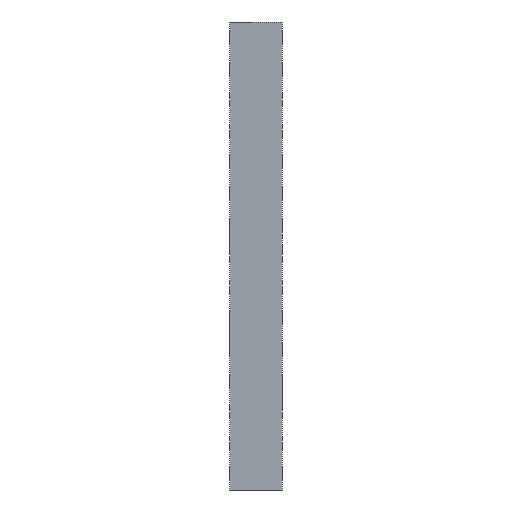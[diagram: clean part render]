
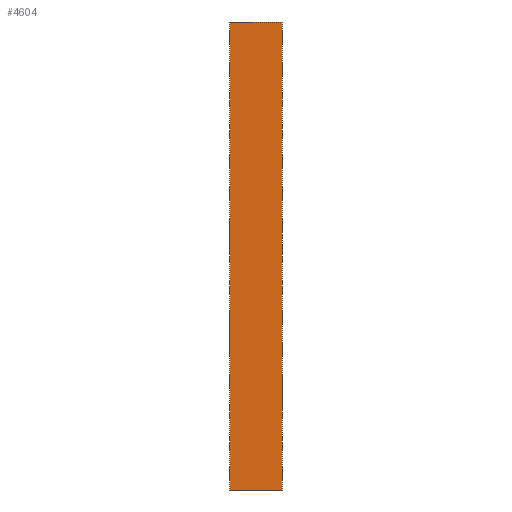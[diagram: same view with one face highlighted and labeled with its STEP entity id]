
A CAD part, left-side view. The second image highlights one B-rep face of the part: STEP entity #4604.
In plain terms, the highlighted planar face has unit normal (-1, 0, 0).
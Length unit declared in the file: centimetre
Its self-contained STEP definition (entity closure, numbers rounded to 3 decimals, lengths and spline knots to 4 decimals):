
#18=LINE('',#7798,#30);
#19=LINE('',#7800,#31);
#20=LINE('',#7802,#32);
#21=LINE('',#7803,#33);
#30=VECTOR('',#6647,1.);
#31=VECTOR('',#6648,1.);
#32=VECTOR('',#6649,1.);
#33=VECTOR('',#6650,1.);
#42=PLANE('',#5287);
#948=FACE_OUTER_BOUND('',#1404,.T.);
#1404=EDGE_LOOP('',(#3680,#3681,#3682,#3683));
#2760=VERTEX_POINT('',#7796);
#2761=VERTEX_POINT('',#7797);
#2762=VERTEX_POINT('',#7799);
#2763=VERTEX_POINT('',#7801);
#3218=EDGE_CURVE('',#2760,#2761,#18,.T.);
#3219=EDGE_CURVE('',#2760,#2762,#19,.T.);
#3220=EDGE_CURVE('',#2763,#2762,#20,.T.);
#3221=EDGE_CURVE('',#2761,#2763,#21,.T.);
#3680=ORIENTED_EDGE('',*,*,#3218,.F.);
#3681=ORIENTED_EDGE('',*,*,#3219,.T.);
#3682=ORIENTED_EDGE('',*,*,#3220,.F.);
#3683=ORIENTED_EDGE('',*,*,#3221,.F.);
#4604=ADVANCED_FACE('',(#948),#42,.T.);
#5287=AXIS2_PLACEMENT_3D('',#7795,#6645,#6646);
#6645=DIRECTION('center_axis',(-1.,0.,0.));
#6646=DIRECTION('ref_axis',(0.,0.,
1.));
#6647=DIRECTION('',(0.,0.,-1.));
#6648=DIRECTION('',(0.,1.,0.));
#6649=DIRECTION('',(0.,0.,1.));
#6650=DIRECTION('',(0.,1.,0.));
#7795=CARTESIAN_POINT('Origin',(-5.715,5.715,0.));
#7796=CARTESIAN_POINT('',(-5.715,5.715,11.43));
#7797=CARTESIAN_POINT('',(-5.715,5.715,0.));
#7798=CARTESIAN_POINT('',(-5.715,5.715,11.43));
#7799=CARTESIAN_POINT('',(-5.715,6.985,11.43));
#7800=CARTESIAN_POINT('',(-5.715,5.715,11.43));
#7801=CARTESIAN_POINT('',(-5.715,6.985,0.));
#7802=CARTESIAN_POINT('',(-5.715,6.985,11.43));
#7803=CARTESIAN_POINT('',(-5.715,5.715,0.));
